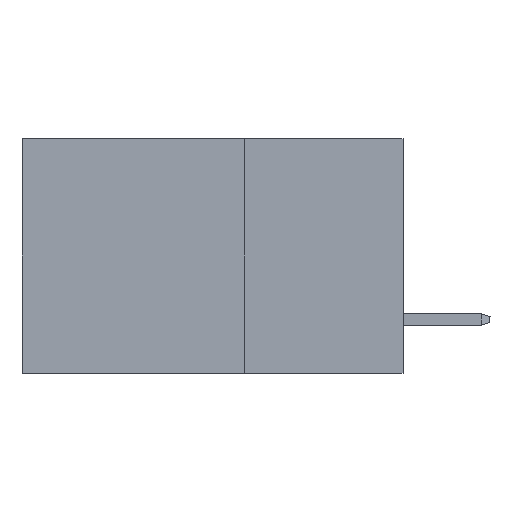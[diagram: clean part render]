
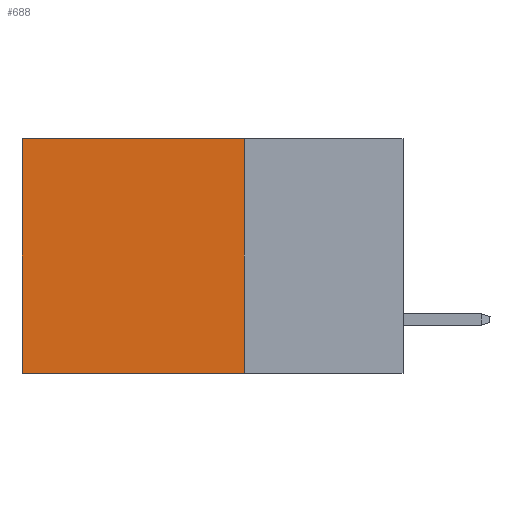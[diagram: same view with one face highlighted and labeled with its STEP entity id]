
A CAD part, left-side view. The second image highlights one B-rep face of the part: STEP entity #688.
In plain terms, the highlighted planar face has unit normal (-1, 0, 0).
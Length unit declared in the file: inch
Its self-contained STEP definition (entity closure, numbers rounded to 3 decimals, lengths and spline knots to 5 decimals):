
#516 = VECTOR ( 'NONE', #6986, 39.37008 ) ;
#688 = ADVANCED_FACE ( 'NONE', ( #17470 ), #22609, .F. ) ;
#700 = VERTEX_POINT ( 'NONE', #6621 ) ;
#1149 = VERTEX_POINT ( 'NONE', #11725 ) ;
#1502 = DIRECTION ( 'NONE',  ( 1., 0., 0. ) ) ;
#1946 = VERTEX_POINT ( 'NONE', #16404 ) ;
#3393 = CARTESIAN_POINT ( 'NONE',  ( 0.2875, 0.25, 0. ) ) ;
#4991 = DIRECTION ( 'NONE',  ( 0., 0., -1. ) ) ;
#5389 = VECTOR ( 'NONE', #17607, 39.37008 ) ;
#6621 = CARTESIAN_POINT ( 'NONE',  ( 0.2875, 0.6, -0.37 ) ) ;
#6986 = DIRECTION ( 'NONE',  ( 0., 1., 0. ) ) ;
#7186 = EDGE_CURVE ( 'NONE', #1149, #1946, #12252, .T. ) ;
#8271 = EDGE_CURVE ( 'NONE', #1946, #700, #15521, .T. ) ;
#8484 = EDGE_CURVE ( 'NONE', #11325, #700, #12483, .T. ) ;
#10305 = LINE ( 'NONE', #19523, #15165 ) ;
#11082 = ORIENTED_EDGE ( 'NONE', *, *, #8484, .F. ) ;
#11325 = VERTEX_POINT ( 'NONE', #18066 ) ;
#11725 = CARTESIAN_POINT ( 'NONE',  ( 0.2875, 0.25, 0. ) ) ;
#12252 = LINE ( 'NONE', #3393, #516 ) ;
#12483 = LINE ( 'NONE', #12606, #18056 ) ;
#12606 = CARTESIAN_POINT ( 'NONE',  ( 0.2875, 0.25, -0.37 ) ) ;
#12957 = EDGE_LOOP ( 'NONE', ( #13081, #11082, #14500, #15431 ) ) ;
#13081 = ORIENTED_EDGE ( 'NONE', *, *, #8271, .T. ) ;
#14500 = ORIENTED_EDGE ( 'NONE', *, *, #21338, .F. ) ;
#14686 = DIRECTION ( 'NONE',  ( 0., 1., 0. ) ) ;
#15165 = VECTOR ( 'NONE', #17433, 39.37008 ) ;
#15431 = ORIENTED_EDGE ( 'NONE', *, *, #7186, .T. ) ;
#15521 = LINE ( 'NONE', #19238, #5389 ) ;
#16404 = CARTESIAN_POINT ( 'NONE',  ( 0.2875, 0.6, 0. ) ) ;
#17433 = DIRECTION ( 'NONE',  ( 0., 0., -1. ) ) ;
#17470 = FACE_OUTER_BOUND ( 'NONE', #12957, .T. ) ;
#17607 = DIRECTION ( 'NONE',  ( 0., 0., -1. ) ) ;
#18056 = VECTOR ( 'NONE', #14686, 39.37008 ) ;
#18066 = CARTESIAN_POINT ( 'NONE',  ( 0.2875, 0.25, -0.37 ) ) ;
#19238 = CARTESIAN_POINT ( 'NONE',  ( 0.2875, 0.6, 0. ) ) ;
#19523 = CARTESIAN_POINT ( 'NONE',  ( 0.2875, 0.25, 0. ) ) ;
#20970 = CARTESIAN_POINT ( 'NONE',  ( 0.2875, 0.25, 0. ) ) ;
#21338 = EDGE_CURVE ( 'NONE', #1149, #11325, #10305, .T. ) ;
#22003 = AXIS2_PLACEMENT_3D ( 'NONE', #20970, #1502, #4991 ) ;
#22609 = PLANE ( 'NONE',  #22003 ) ;
